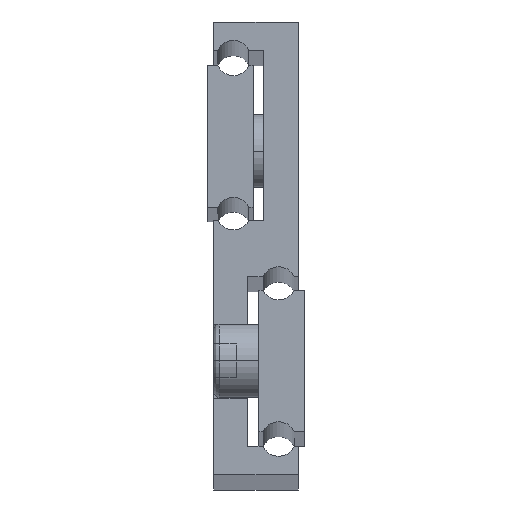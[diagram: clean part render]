
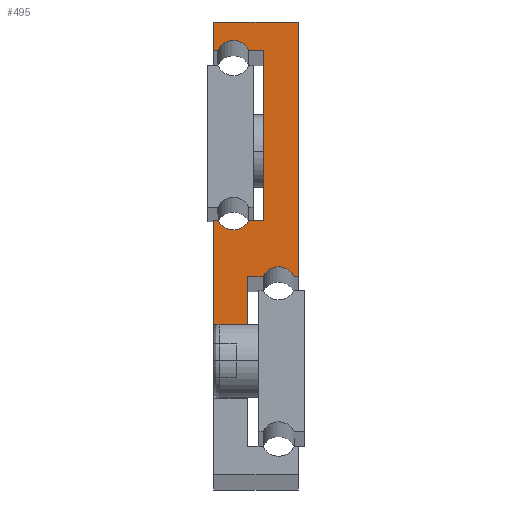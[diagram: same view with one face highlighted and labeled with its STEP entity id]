
A CAD part, top view. The second image highlights one B-rep face of the part: STEP entity #495.
In plain terms, the highlighted planar face has unit normal (0, 0, 1).
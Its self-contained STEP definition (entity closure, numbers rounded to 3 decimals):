
#14 = ORIENTED_EDGE ( 'NONE', *, *, #983, .T. ) ;
#17 = LINE ( 'NONE', #686, #1005 ) ;
#19 = DIRECTION ( 'NONE',  ( -1., 0., 0. ) ) ;
#79 = VERTEX_POINT ( 'NONE', #854 ) ;
#84 = CARTESIAN_POINT ( 'NONE',  ( 8.9, 75., 775. ) ) ;
#100 = DIRECTION ( 'NONE',  ( 0., -1., 0. ) ) ;
#102 = AXIS2_PLACEMENT_3D ( 'NONE', #1122, #954, #1641 ) ;
#139 = EDGE_CURVE ( 'NONE', #555, #79, #1846, .T. ) ;
#150 = EDGE_CURVE ( 'NONE', #2104, #1998, #497, .T. ) ;
#185 = CARTESIAN_POINT ( 'NONE',  ( 3.5, 46.25, 775. ) ) ;
#228 = ORIENTED_EDGE ( 'NONE', *, *, #872, .T. ) ;
#233 = VECTOR ( 'NONE', #1922, 1000. ) ;
#236 = VERTEX_POINT ( 'NONE', #1379 ) ;
#254 = VERTEX_POINT ( 'NONE', #1211 ) ;
#286 = VERTEX_POINT ( 'NONE', #1548 ) ;
#287 = EDGE_CURVE ( 'NONE', #627, #286, #370, .T. ) ;
#293 = CIRCLE ( 'NONE', #463, 3. ) ;
#296 = EDGE_LOOP ( 'NONE', ( #1728, #1380, #1543, #2083, #1391, #400, #1126, #1609, #228, #1752, #2081, #1564, #2008, #1343, #14, #937 ) ) ;
#341 = EDGE_CURVE ( 'NONE', #286, #1187, #2092, .T. ) ;
#344 = DIRECTION ( 'NONE',  ( 0., 0., -1. ) ) ;
#349 = VECTOR ( 'NONE', #1180, 1000. ) ;
#370 = LINE ( 'NONE', #896, #828 ) ;
#378 = CARTESIAN_POINT ( 'NONE',  ( 6.227, 45., 775. ) ) ;
#382 = VECTOR ( 'NONE', #1478, 1000. ) ;
#384 = VECTOR ( 'NONE', #100, 1000. ) ;
#395 = VECTOR ( 'NONE', #1954, 1000. ) ;
#400 = ORIENTED_EDGE ( 'NONE', *, *, #1991, .T. ) ;
#429 = CARTESIAN_POINT ( 'NONE',  ( 0., 26.5, 775. ) ) ;
#448 = EDGE_CURVE ( 'NONE', #1998, #236, #1277, .T. ) ;
#463 = AXIS2_PLACEMENT_3D ( 'NONE', #185, #344, #1203 ) ;
#471 = CARTESIAN_POINT ( 'NONE',  ( 6., 35., 775. ) ) ;
#492 = EDGE_CURVE ( 'NONE', #254, #1267, #1344, .T. ) ;
#495 = ADVANCED_FACE ( 'NONE', ( #1109 ), #1803, .F. ) ;
#497 = LINE ( 'NONE', #1876, #2133 ) ;
#522 = CARTESIAN_POINT ( 'NONE',  ( 6., 26.5, 775. ) ) ;
#541 = CARTESIAN_POINT ( 'NONE',  ( 0., 0., 775. ) ) ;
#555 = VERTEX_POINT ( 'NONE', #1046 ) ;
#596 = LINE ( 'NONE', #1330, #384 ) ;
#599 = LINE ( 'NONE', #429, #1177 ) ;
#621 = CARTESIAN_POINT ( 'NONE',  ( 15., 80., 775. ) ) ;
#627 = VERTEX_POINT ( 'NONE', #1066 ) ;
#645 = AXIS2_PLACEMENT_3D ( 'NONE', #1193, #1349, #2071 ) ;
#654 = CARTESIAN_POINT ( 'NONE',  ( 15., 80., 775. ) ) ;
#671 = CARTESIAN_POINT ( 'NONE',  ( 15., 35., 775. ) ) ;
#686 = CARTESIAN_POINT ( 'NONE',  ( 15., 80., 775. ) ) ;
#770 = DIRECTION ( 'NONE',  ( 1., 0., 0. ) ) ;
#812 = CARTESIAN_POINT ( 'NONE',  ( 6.227, 75., 775. ) ) ;
#820 = DIRECTION ( 'NONE',  ( 0., 1., 0. ) ) ;
#828 = VECTOR ( 'NONE', #19, 1000. ) ;
#854 = CARTESIAN_POINT ( 'NONE',  ( 8.9, 75., 775. ) ) ;
#872 = EDGE_CURVE ( 'NONE', #2105, #254, #596, .T. ) ;
#896 = CARTESIAN_POINT ( 'NONE',  ( 0., 45., 775. ) ) ;
#902 = CARTESIAN_POINT ( 'NONE',  ( 0., 80., 775. ) ) ;
#908 = VERTEX_POINT ( 'NONE', #1148 ) ;
#930 = CARTESIAN_POINT ( 'NONE',  ( 0., 75., 775. ) ) ;
#937 = ORIENTED_EDGE ( 'NONE', *, *, #287, .T. ) ;
#954 = DIRECTION ( 'NONE',  ( 0., 0., -1. ) ) ;
#983 = EDGE_CURVE ( 'NONE', #1723, #627, #293, .T. ) ;
#1005 = VECTOR ( 'NONE', #1375, 1000. ) ;
#1007 = EDGE_CURVE ( 'NONE', #1113, #1723, #1519, .T. ) ;
#1016 = DIRECTION ( 'NONE',  ( 0., 1., 0. ) ) ;
#1035 = EDGE_CURVE ( 'NONE', #1267, #555, #1070, .T. ) ;
#1039 = VECTOR ( 'NONE', #2213, 1000. ) ;
#1046 = CARTESIAN_POINT ( 'NONE',  ( 6.227, 75., 775. ) ) ;
#1059 = VECTOR ( 'NONE', #1968, 1000. ) ;
#1066 = CARTESIAN_POINT ( 'NONE',  ( 0.773, 45., 775. ) ) ;
#1070 = CIRCLE ( 'NONE', #645, 3. ) ;
#1109 = FACE_OUTER_BOUND ( 'NONE', #296, .T. ) ;
#1113 = VERTEX_POINT ( 'NONE', #1160 ) ;
#1122 = CARTESIAN_POINT ( 'NONE',  ( 3.5, 46.25, 775. ) ) ;
#1126 = ORIENTED_EDGE ( 'NONE', *, *, #1154, .T. ) ;
#1129 = CARTESIAN_POINT ( 'NONE',  ( 0., 26.5, 775. ) ) ;
#1148 = CARTESIAN_POINT ( 'NONE',  ( 14.227, 35., 775. ) ) ;
#1154 = EDGE_CURVE ( 'NONE', #2036, #2037, #2159, .T. ) ;
#1160 = CARTESIAN_POINT ( 'NONE',  ( 8.9, 45., 775. ) ) ;
#1170 = AXIS2_PLACEMENT_3D ( 'NONE', #2118, #1901, #1742 ) ;
#1177 = VECTOR ( 'NONE', #770, 1000. ) ;
#1180 = DIRECTION ( 'NONE',  ( 1., 0., 0. ) ) ;
#1187 = VERTEX_POINT ( 'NONE', #1129 ) ;
#1193 = CARTESIAN_POINT ( 'NONE',  ( 3.5, 73.75, 775. ) ) ;
#1203 = DIRECTION ( 'NONE',  ( -1., 0., 0. ) ) ;
#1211 = CARTESIAN_POINT ( 'NONE',  ( 0., 75., 775. ) ) ;
#1252 = LINE ( 'NONE', #84, #395 ) ;
#1267 = VERTEX_POINT ( 'NONE', #2134 ) ;
#1277 = LINE ( 'NONE', #2151, #382 ) ;
#1297 = EDGE_CURVE ( 'NONE', #79, #1113, #1252, .T. ) ;
#1330 = CARTESIAN_POINT ( 'NONE',  ( 0., 80., 775. ) ) ;
#1339 = VECTOR ( 'NONE', #1524, 1000. ) ;
#1343 = ORIENTED_EDGE ( 'NONE', *, *, #1007, .T. ) ;
#1344 = LINE ( 'NONE', #930, #1059 ) ;
#1349 = DIRECTION ( 'NONE',  ( 0., 0., -1. ) ) ;
#1375 = DIRECTION ( 'NONE',  ( -1., 0., 0. ) ) ;
#1379 = CARTESIAN_POINT ( 'NONE',  ( 8.773, 35., 775. ) ) ;
#1380 = ORIENTED_EDGE ( 'NONE', *, *, #1420, .T. ) ;
#1391 = ORIENTED_EDGE ( 'NONE', *, *, #2055, .T. ) ;
#1420 = EDGE_CURVE ( 'NONE', #1187, #2104, #599, .T. ) ;
#1478 = DIRECTION ( 'NONE',  ( 1., 0., 0. ) ) ;
#1496 = LINE ( 'NONE', #671, #349 ) ;
#1510 = CARTESIAN_POINT ( 'NONE',  ( 6.227, 45., 775. ) ) ;
#1519 = LINE ( 'NONE', #1510, #1039 ) ;
#1524 = DIRECTION ( 'NONE',  ( 1., 0., 0. ) ) ;
#1543 = ORIENTED_EDGE ( 'NONE', *, *, #150, .T. ) ;
#1548 = CARTESIAN_POINT ( 'NONE',  ( 0., 45., 775. ) ) ;
#1564 = ORIENTED_EDGE ( 'NONE', *, *, #139, .T. ) ;
#1609 = ORIENTED_EDGE ( 'NONE', *, *, #1614, .T. ) ;
#1614 = EDGE_CURVE ( 'NONE', #2037, #2105, #17, .T. ) ;
#1641 = DIRECTION ( 'NONE',  ( -1., 0., 0. ) ) ;
#1723 = VERTEX_POINT ( 'NONE', #378 ) ;
#1728 = ORIENTED_EDGE ( 'NONE', *, *, #341, .T. ) ;
#1742 = DIRECTION ( 'NONE',  ( -1., 0., 0. ) ) ;
#1752 = ORIENTED_EDGE ( 'NONE', *, *, #492, .T. ) ;
#1803 = PLANE ( 'NONE',  #102 ) ;
#1846 = LINE ( 'NONE', #812, #1339 ) ;
#1876 = CARTESIAN_POINT ( 'NONE',  ( 6., 5., 775. ) ) ;
#1901 = DIRECTION ( 'NONE',  ( 0., 0., -1. ) ) ;
#1922 = DIRECTION ( 'NONE',  ( 0., -1., 0. ) ) ;
#1927 = CIRCLE ( 'NONE', #1170, 3. ) ;
#1954 = DIRECTION ( 'NONE',  ( 0., -1., 0. ) ) ;
#1968 = DIRECTION ( 'NONE',  ( 1., 0., 0. ) ) ;
#1980 = VECTOR ( 'NONE', #820, 1000. ) ;
#1991 = EDGE_CURVE ( 'NONE', #908, #2036, #1496, .T. ) ;
#1998 = VERTEX_POINT ( 'NONE', #471 ) ;
#2008 = ORIENTED_EDGE ( 'NONE', *, *, #1297, .T. ) ;
#2036 = VERTEX_POINT ( 'NONE', #2203 ) ;
#2037 = VERTEX_POINT ( 'NONE', #654 ) ;
#2055 = EDGE_CURVE ( 'NONE', #236, #908, #1927, .T. ) ;
#2071 = DIRECTION ( 'NONE',  ( 1., 0., 0. ) ) ;
#2081 = ORIENTED_EDGE ( 'NONE', *, *, #1035, .T. ) ;
#2083 = ORIENTED_EDGE ( 'NONE', *, *, #448, .T. ) ;
#2092 = LINE ( 'NONE', #541, #233 ) ;
#2104 = VERTEX_POINT ( 'NONE', #522 ) ;
#2105 = VERTEX_POINT ( 'NONE', #902 ) ;
#2118 = CARTESIAN_POINT ( 'NONE',  ( 11.5, 33.75, 775. ) ) ;
#2133 = VECTOR ( 'NONE', #1016, 1000. ) ;
#2134 = CARTESIAN_POINT ( 'NONE',  ( 0.773, 75., 775. ) ) ;
#2151 = CARTESIAN_POINT ( 'NONE',  ( 8.773, 35., 775. ) ) ;
#2159 = LINE ( 'NONE', #621, #1980 ) ;
#2203 = CARTESIAN_POINT ( 'NONE',  ( 15., 35., 775. ) ) ;
#2213 = DIRECTION ( 'NONE',  ( -1., 0., 0. ) ) ;
